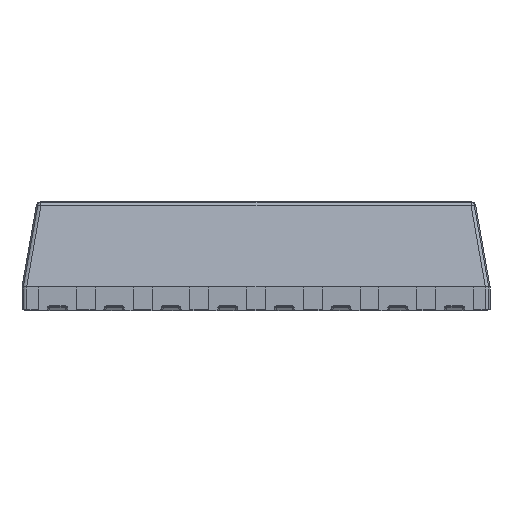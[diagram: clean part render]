
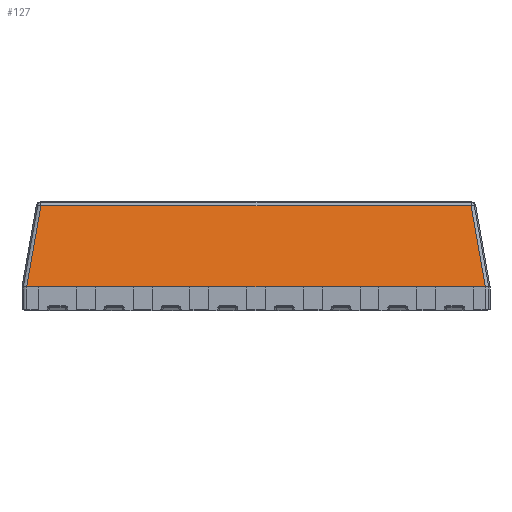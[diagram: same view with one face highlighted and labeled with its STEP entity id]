
A CAD part, left-side view. The second image highlights one B-rep face of the part: STEP entity #127.
In plain terms, the highlighted planar face has unit normal (-0.985, 0, 0.174).
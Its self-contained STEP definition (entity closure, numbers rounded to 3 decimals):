
#127 = ADVANCED_FACE ( 'NONE', ( #21260 ), #28101, .T. ) ;
#1257 = LINE ( 'NONE', #1392, #25350 ) ;
#1392 = CARTESIAN_POINT ( 'NONE',  ( -5.095, 4.71, 1.305 ) ) ;
#1530 = ORIENTED_EDGE ( 'NONE', *, *, #11538, .T. ) ;
#1554 = DIRECTION ( 'NONE',  ( 0.171, -0.171, 0.97 ) ) ;
#2021 = EDGE_CURVE ( 'NONE', #14576, #25267, #1257, .T. ) ;
#3135 = LINE ( 'NONE', #20844, #23318 ) ;
#4495 = VECTOR ( 'NONE', #14237, 1000. ) ;
#5025 = DIRECTION ( 'NONE',  ( -0.171, -0.171, -0.97 ) ) ;
#5088 = CARTESIAN_POINT ( 'NONE',  ( -4.935, -4.549, 2.217 ) ) ;
#7695 = VECTOR ( 'NONE', #5025, 1000. ) ;
#8191 = DIRECTION ( 'NONE',  ( -0.985, 0., 0.174 ) ) ;
#8538 = EDGE_LOOP ( 'NONE', ( #15104, #1530, #8603, #24644 ) ) ;
#8603 = ORIENTED_EDGE ( 'NONE', *, *, #28584, .F. ) ;
#11538 = EDGE_CURVE ( 'NONE', #14576, #27905, #3135, .T. ) ;
#12114 = DIRECTION ( 'NONE',  ( 0., -1., 0. ) ) ;
#14237 = DIRECTION ( 'NONE',  ( 0., -1., 0. ) ) ;
#14576 = VERTEX_POINT ( 'NONE', #25274 ) ;
#15104 = ORIENTED_EDGE ( 'NONE', *, *, #2021, .F. ) ;
#17052 = DIRECTION ( 'NONE',  ( 0., 1., 0. ) ) ;
#17638 = EDGE_CURVE ( 'NONE', #25267, #26724, #23101, .T. ) ;
#18503 = CARTESIAN_POINT ( 'NONE',  ( -5.089, -4.703, 1.345 ) ) ;
#18797 = CARTESIAN_POINT ( 'NONE',  ( -5.237, -4.95, 0.5 ) ) ;
#18895 = CARTESIAN_POINT ( 'NONE',  ( -4.935, -2.475, 2.217 ) ) ;
#20830 = LINE ( 'NONE', #18503, #7695 ) ;
#20844 = CARTESIAN_POINT ( 'NONE',  ( -5.237, 4.95, 0.5 ) ) ;
#21260 = FACE_OUTER_BOUND ( 'NONE', #8538, .T. ) ;
#23101 = LINE ( 'NONE', #18895, #4495 ) ;
#23318 = VECTOR ( 'NONE', #12114, 1000. ) ;
#24269 = CARTESIAN_POINT ( 'NONE',  ( -4.935, 4.549, 2.217 ) ) ;
#24644 = ORIENTED_EDGE ( 'NONE', *, *, #17638, .F. ) ;
#25267 = VERTEX_POINT ( 'NONE', #24269 ) ;
#25274 = CARTESIAN_POINT ( 'NONE',  ( -5.237, 4.852, 0.5 ) ) ;
#25350 = VECTOR ( 'NONE', #1554, 1000. ) ;
#26162 = AXIS2_PLACEMENT_3D ( 'NONE', #18797, #8191, #17052 ) ;
#26695 = CARTESIAN_POINT ( 'NONE',  ( -5.237, -4.852, 0.5 ) ) ;
#26724 = VERTEX_POINT ( 'NONE', #5088 ) ;
#27905 = VERTEX_POINT ( 'NONE', #26695 ) ;
#28101 = PLANE ( 'NONE',  #26162 ) ;
#28584 = EDGE_CURVE ( 'NONE', #26724, #27905, #20830, .T. ) ;
